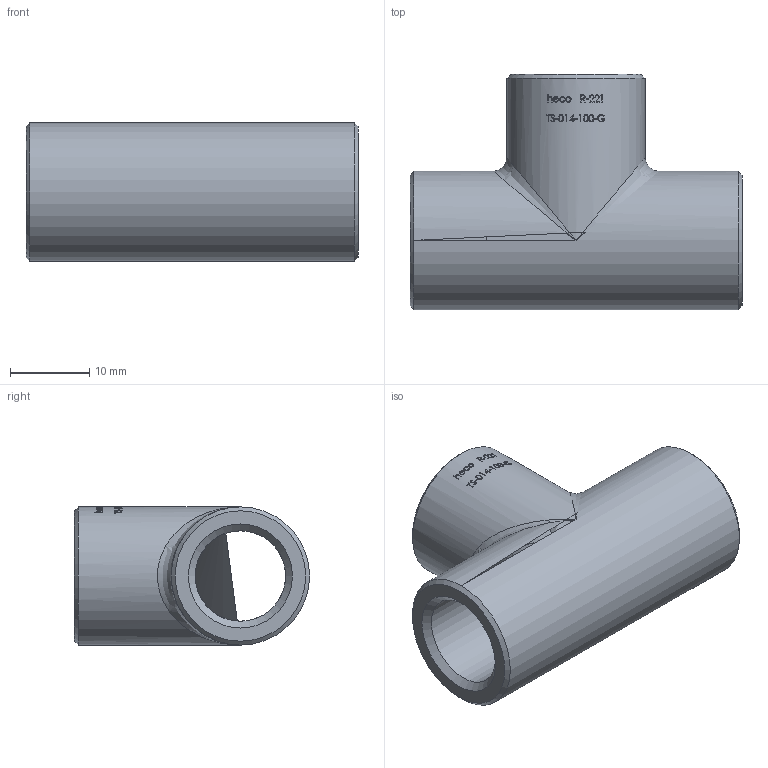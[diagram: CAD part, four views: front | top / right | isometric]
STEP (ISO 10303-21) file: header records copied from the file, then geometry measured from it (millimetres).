
FILE_DESCRIPTION (( 'STEP AP214' ), '1' );
FILE_NAME ('TS-014-100-G R-221 T-Stück 2011.STEP', '2020-11-17T16:59:44', ( '' ), ( '' ), 'SwSTEP 2.0', 'SolidWorks 2019', '' );
FILE_SCHEMA (( 'AUTOMOTIVE_DESIGN' ));
Length unit declared in the file: millimetre
Products named in the file (1): TS-014-100-G R-221 T-Stück 2011
Bounding box: 42 x 29.75 x 17.5 mm (x, y, z)
Volume: 7338.3 mm3; surface area: 5143.2 mm2
Topology: 1 solids, 1 shells, 51 faces, 251 edges, 224 vertices
Faces by surface type: cylinder 35, plane 6, cone 6, bspline 4
Full cylindrical faces by diameter (mm): 11.425 x2, 11.445 x3, 17.5 x2
Entity records: 4548 total; most frequent: CARTESIAN_POINT 2462, ORIENTED_EDGE 452, DIRECTION 256, EDGE_CURVE 226, VERTEX_POINT 222, B_SPLINE_CURVE_WITH_KNOTS 121, AXIS2_PLACEMENT_3D 111, EDGE_LOOP 100
